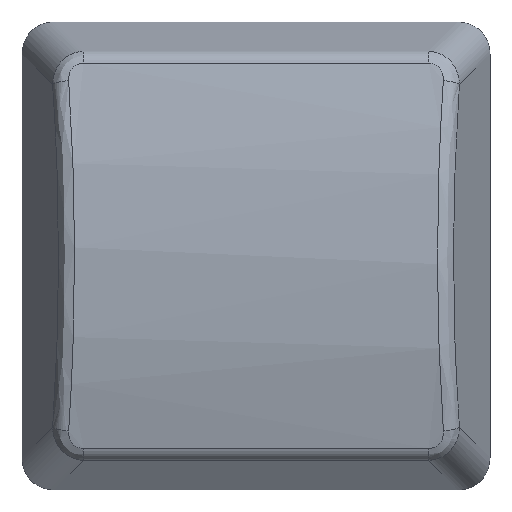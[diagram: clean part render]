
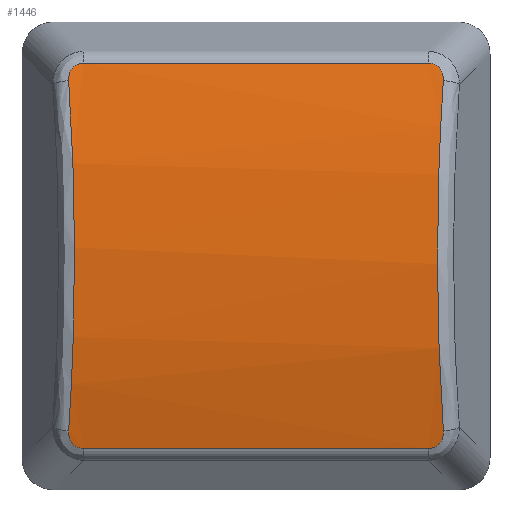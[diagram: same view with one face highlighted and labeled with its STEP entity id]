
A CAD part, top view. The second image highlights one B-rep face of the part: STEP entity #1446.
In plain terms, the highlighted free-form (B-spline) face has degree [3, 1] with [4, 2] control points.
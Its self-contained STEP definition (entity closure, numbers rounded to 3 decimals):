
#1293=CARTESIAN_POINT('',(-7.009,-184.706,1.589));
#1294=CARTESIAN_POINT('',(7.009,-184.706,1.589));
#1295=CARTESIAN_POINT('',(-7.009,-179.902,2.804));
#1296=CARTESIAN_POINT('',(7.009,-179.902,2.804));
#1297=CARTESIAN_POINT('',(-7.009,-175.098,2.804));
#1298=CARTESIAN_POINT('',(7.009,-175.098,2.804));
#1299=CARTESIAN_POINT('',(-7.009,-170.294,1.589));
#1300=CARTESIAN_POINT('',(7.009,-170.294,1.589));
#1301=B_SPLINE_SURFACE_WITH_KNOTS('',3,1,((#1293,#1294),(#1295,#1296),(#1297,#1298),(#1299,#1300)),.UNSPECIFIED.,.F.,.F.,.U.,(4,4),(2,2),(0.023,0.977),(0.305,0.695),.UNSPECIFIED.);
#1302=CARTESIAN_POINT('',(6.454,-184.706,1.589));
#1303=VERTEX_POINT('',#1302);
#1304=CARTESIAN_POINT('',(7.006,-184.047,1.748));
#1305=VERTEX_POINT('',#1304);
#1306=CARTESIAN_POINT('',(6.454,-184.706,1.589));
#1307=CARTESIAN_POINT('',(6.536,-184.706,1.589));
#1308=CARTESIAN_POINT('',(6.617,-184.688,1.594));
#1309=CARTESIAN_POINT('',(6.69,-184.653,1.602));
#1310=CARTESIAN_POINT('',(6.727,-184.635,1.607));
#1311=CARTESIAN_POINT('',(6.762,-184.613,1.612));
#1312=CARTESIAN_POINT('',(6.793,-184.588,1.619));
#1313=CARTESIAN_POINT('',(6.824,-184.563,1.625));
#1314=CARTESIAN_POINT('',(6.852,-184.534,1.632));
#1315=CARTESIAN_POINT('',(6.877,-184.502,1.64));
#1316=CARTESIAN_POINT('',(6.978,-184.373,1.672));
#1317=CARTESIAN_POINT('',(7.017,-184.209,1.711));
#1318=CARTESIAN_POINT('',(7.006,-184.047,1.748));
#1319=B_SPLINE_CURVE_WITH_KNOTS('',3,(#1306,#1307,#1308,#1309,#1310,#1311,#1312,#1313,#1314,#1315,#1316,#1317,#1318),.UNSPECIFIED.,.F.,.F.,(4,3,3,3,4),(0.,0.,0.,0.,0.001),.UNSPECIFIED.);
#1320=EDGE_CURVE('',#1303,#1305,#1319,.T.);
#1321=ORIENTED_EDGE('',*,*,#1320,.T.);
#1322=CARTESIAN_POINT('',(7.006,-170.953,1.748));
#1323=VERTEX_POINT('',#1322);
#1324=CARTESIAN_POINT('',(7.006,-184.047,1.748));
#1325=CARTESIAN_POINT('',(6.933,-182.975,1.994));
#1326=CARTESIAN_POINT('',(6.878,-181.893,2.182));
#1327=CARTESIAN_POINT('',(6.841,-180.8,2.309));
#1328=CARTESIAN_POINT('',(6.822,-180.253,2.372));
#1329=CARTESIAN_POINT('',(6.808,-179.703,2.42));
#1330=CARTESIAN_POINT('',(6.799,-179.152,2.452));
#1331=CARTESIAN_POINT('',(6.79,-178.602,2.484));
#1332=CARTESIAN_POINT('',(6.785,-178.051,2.5));
#1333=CARTESIAN_POINT('',(6.785,-177.501,2.5));
#1334=CARTESIAN_POINT('',(6.785,-176.95,2.5));
#1335=CARTESIAN_POINT('',(6.79,-176.4,2.484));
#1336=CARTESIAN_POINT('',(6.799,-175.85,2.452));
#1337=CARTESIAN_POINT('',(6.808,-175.3,2.42));
#1338=CARTESIAN_POINT('',(6.822,-174.749,2.373));
#1339=CARTESIAN_POINT('',(6.841,-174.202,2.309));
#1340=CARTESIAN_POINT('',(6.878,-173.108,2.183));
#1341=CARTESIAN_POINT('',(6.933,-172.025,1.994));
#1342=CARTESIAN_POINT('',(7.006,-170.953,1.748));
#1343=B_SPLINE_CURVE_WITH_KNOTS('',3,(#1324,#1325,#1326,#1327,#1328,#1329,#1330,#1331,#1332,#1333,#1334,#1335,#1336,#1337,#1338,#1339,#1340,#1341,#1342),.UNSPECIFIED.,.F.,.F.,(4,3,3,3,3,3,4),(0.,0.003,0.005,0.006,0.008,0.01,0.013),.UNSPECIFIED.);
#1344=EDGE_CURVE('',#1305,#1323,#1343,.T.);
#1345=ORIENTED_EDGE('',*,*,#1344,.T.);
#1346=CARTESIAN_POINT('',(6.454,-170.294,1.589));
#1347=VERTEX_POINT('',#1346);
#1348=CARTESIAN_POINT('',(7.006,-170.953,1.748));
#1349=CARTESIAN_POINT('',(7.011,-170.872,1.729));
#1350=CARTESIAN_POINT('',(7.004,-170.791,1.711));
#1351=CARTESIAN_POINT('',(6.983,-170.713,1.692));
#1352=CARTESIAN_POINT('',(6.962,-170.635,1.673));
#1353=CARTESIAN_POINT('',(6.926,-170.561,1.655));
#1354=CARTESIAN_POINT('',(6.876,-170.497,1.64));
#1355=CARTESIAN_POINT('',(6.827,-170.434,1.624));
#1356=CARTESIAN_POINT('',(6.762,-170.381,1.611));
#1357=CARTESIAN_POINT('',(6.689,-170.347,1.602));
#1358=CARTESIAN_POINT('',(6.653,-170.329,1.598));
#1359=CARTESIAN_POINT('',(6.614,-170.316,1.595));
#1360=CARTESIAN_POINT('',(6.575,-170.307,1.592));
#1361=CARTESIAN_POINT('',(6.535,-170.299,1.59));
#1362=CARTESIAN_POINT('',(6.495,-170.294,1.589));
#1363=CARTESIAN_POINT('',(6.454,-170.294,1.589));
#1364=B_SPLINE_CURVE_WITH_KNOTS('',3,(#1348,#1349,#1350,#1351,#1352,#1353,#1354,#1355,#1356,#1357,#1358,#1359,#1360,#1361,#1362,#1363),.UNSPECIFIED.,.F.,.F.,(4,3,3,3,3,4),(0.,0.,0.,0.001,0.001,0.001),.UNSPECIFIED.);
#1365=EDGE_CURVE('',#1323,#1347,#1364,.T.);
#1366=ORIENTED_EDGE('',*,*,#1365,.T.);
#1367=CARTESIAN_POINT('',(-6.454,-170.294,1.589));
#1368=VERTEX_POINT('',#1367);
#1369=CARTESIAN_POINT('',(6.454,-170.294,1.589));
#1370=DIRECTION('',(-1.,-0.,0.));
#1371=VECTOR('',#1370,12.908);
#1372=LINE('',#1369,#1371);
#1373=EDGE_CURVE('',#1347,#1368,#1372,.T.);
#1374=ORIENTED_EDGE('',*,*,#1373,.T.);
#1375=CARTESIAN_POINT('',(-7.006,-170.953,1.748));
#1376=VERTEX_POINT('',#1375);
#1377=CARTESIAN_POINT('',(-6.454,-170.294,1.589));
#1378=CARTESIAN_POINT('',(-6.536,-170.294,1.589));
#1379=CARTESIAN_POINT('',(-6.617,-170.312,1.594));
#1380=CARTESIAN_POINT('',(-6.69,-170.347,1.602));
#1381=CARTESIAN_POINT('',(-6.727,-170.365,1.607));
#1382=CARTESIAN_POINT('',(-6.762,-170.387,1.612));
#1383=CARTESIAN_POINT('',(-6.793,-170.412,1.619));
#1384=CARTESIAN_POINT('',(-6.824,-170.437,1.625));
#1385=CARTESIAN_POINT('',(-6.852,-170.466,1.632));
#1386=CARTESIAN_POINT('',(-6.877,-170.498,1.64));
#1387=CARTESIAN_POINT('',(-6.978,-170.627,1.672));
#1388=CARTESIAN_POINT('',(-7.017,-170.791,1.711));
#1389=CARTESIAN_POINT('',(-7.006,-170.953,1.748));
#1390=B_SPLINE_CURVE_WITH_KNOTS('',3,(#1377,#1378,#1379,#1380,#1381,#1382,#1383,#1384,#1385,#1386,#1387,#1388,#1389),.UNSPECIFIED.,.F.,.F.,(4,3,3,3,4),(-0.,0.,0.,0.,0.001),.UNSPECIFIED.);
#1391=EDGE_CURVE('',#1368,#1376,#1390,.T.);
#1392=ORIENTED_EDGE('',*,*,#1391,.T.);
#1393=CARTESIAN_POINT('',(-7.006,-184.047,1.748));
#1394=VERTEX_POINT('',#1393);
#1395=CARTESIAN_POINT('',(-7.006,-170.953,1.748));
#1396=CARTESIAN_POINT('',(-6.933,-172.025,1.994));
#1397=CARTESIAN_POINT('',(-6.878,-173.107,2.182));
#1398=CARTESIAN_POINT('',(-6.841,-174.2,2.309));
#1399=CARTESIAN_POINT('',(-6.822,-174.747,2.372));
#1400=CARTESIAN_POINT('',(-6.808,-175.297,2.42));
#1401=CARTESIAN_POINT('',(-6.799,-175.848,2.452));
#1402=CARTESIAN_POINT('',(-6.79,-176.398,2.484));
#1403=CARTESIAN_POINT('',(-6.785,-176.949,2.5));
#1404=CARTESIAN_POINT('',(-6.785,-177.499,2.5));
#1405=CARTESIAN_POINT('',(-6.785,-178.05,2.5));
#1406=CARTESIAN_POINT('',(-6.79,-178.6,2.484));
#1407=CARTESIAN_POINT('',(-6.799,-179.15,2.452));
#1408=CARTESIAN_POINT('',(-6.808,-179.7,2.42));
#1409=CARTESIAN_POINT('',(-6.822,-180.251,2.373));
#1410=CARTESIAN_POINT('',(-6.841,-180.798,2.309));
#1411=CARTESIAN_POINT('',(-6.878,-181.892,2.183));
#1412=CARTESIAN_POINT('',(-6.933,-182.975,1.994));
#1413=CARTESIAN_POINT('',(-7.006,-184.047,1.748));
#1414=B_SPLINE_CURVE_WITH_KNOTS('',3,(#1395,#1396,#1397,#1398,#1399,#1400,#1401,#1402,#1403,#1404,#1405,#1406,#1407,#1408,#1409,#1410,#1411,#1412,#1413),.UNSPECIFIED.,.F.,.F.,(4,3,3,3,3,3,4),(0.,0.003,0.005,0.006,0.008,0.01,0.013),.UNSPECIFIED.);
#1415=EDGE_CURVE('',#1376,#1394,#1414,.T.);
#1416=ORIENTED_EDGE('',*,*,#1415,.T.);
#1417=CARTESIAN_POINT('',(-6.454,-184.706,1.589));
#1418=VERTEX_POINT('',#1417);
#1419=CARTESIAN_POINT('',(-7.006,-184.047,1.748));
#1420=CARTESIAN_POINT('',(-7.011,-184.128,1.729));
#1421=CARTESIAN_POINT('',(-7.004,-184.209,1.711));
#1422=CARTESIAN_POINT('',(-6.983,-184.287,1.692));
#1423=CARTESIAN_POINT('',(-6.962,-184.365,1.673));
#1424=CARTESIAN_POINT('',(-6.926,-184.439,1.655));
#1425=CARTESIAN_POINT('',(-6.876,-184.503,1.64));
#1426=CARTESIAN_POINT('',(-6.827,-184.566,1.624));
#1427=CARTESIAN_POINT('',(-6.762,-184.619,1.611));
#1428=CARTESIAN_POINT('',(-6.689,-184.653,1.602));
#1429=CARTESIAN_POINT('',(-6.653,-184.671,1.598));
#1430=CARTESIAN_POINT('',(-6.614,-184.684,1.595));
#1431=CARTESIAN_POINT('',(-6.575,-184.693,1.592));
#1432=CARTESIAN_POINT('',(-6.535,-184.701,1.59));
#1433=CARTESIAN_POINT('',(-6.495,-184.706,1.589));
#1434=CARTESIAN_POINT('',(-6.454,-184.706,1.589));
#1435=B_SPLINE_CURVE_WITH_KNOTS('',3,(#1419,#1420,#1421,#1422,#1423,#1424,#1425,#1426,#1427,#1428,#1429,#1430,#1431,#1432,#1433,#1434),.UNSPECIFIED.,.F.,.F.,(4,3,3,3,3,4),(0.,0.,0.,0.001,0.001,0.001),.UNSPECIFIED.);
#1436=EDGE_CURVE('',#1394,#1418,#1435,.T.);
#1437=ORIENTED_EDGE('',*,*,#1436,.T.);
#1438=CARTESIAN_POINT('',(-6.454,-184.706,1.589));
#1439=DIRECTION('',(1.,0.,-0.));
#1440=VECTOR('',#1439,12.908);
#1441=LINE('',#1438,#1440);
#1442=EDGE_CURVE('',#1418,#1303,#1441,.T.);
#1443=ORIENTED_EDGE('',*,*,#1442,.T.);
#1444=EDGE_LOOP('',(#1321,#1345,#1366,#1374,#1392,#1416,#1437,#1443));
#1445=FACE_BOUND('',#1444,.T.);
#1446=ADVANCED_FACE('',(#1445),#1301,.F.);
